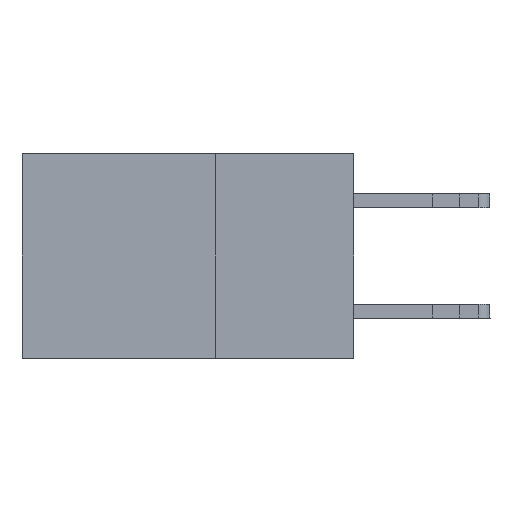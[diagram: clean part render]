
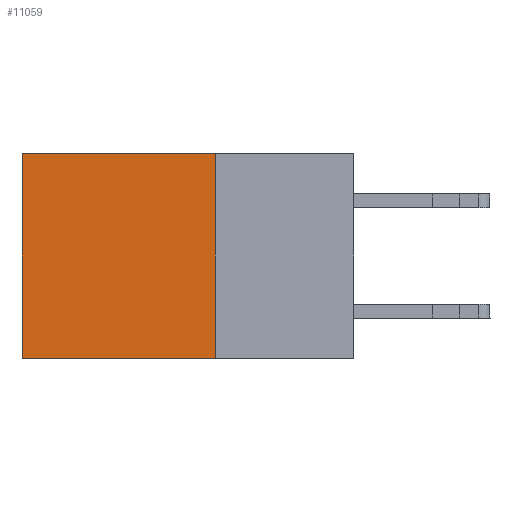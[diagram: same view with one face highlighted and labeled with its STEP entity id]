
A CAD part, left-side view. The second image highlights one B-rep face of the part: STEP entity #11059.
In plain terms, the highlighted planar face has unit normal (-1, 0, 0).
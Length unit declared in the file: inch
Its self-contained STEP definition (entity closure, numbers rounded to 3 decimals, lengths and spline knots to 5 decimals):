
#43 = VECTOR ( 'NONE', #1767, 39.37008 ) ;
#143 = DIRECTION ( 'NONE',  ( 1., 0., 0. ) ) ;
#1492 = ORIENTED_EDGE ( 'NONE', *, *, #7259, .F. ) ;
#1767 = DIRECTION ( 'NONE',  ( 0., 1., 0. ) ) ;
#3722 = VERTEX_POINT ( 'NONE', #11096 ) ;
#4773 = FACE_OUTER_BOUND ( 'NONE', #13613, .T. ) ;
#6992 = VECTOR ( 'NONE', #19568, 39.37008 ) ;
#7259 = EDGE_CURVE ( 'NONE', #3722, #21346, #7709, .T. ) ;
#7576 = LINE ( 'NONE', #17861, #6992 ) ;
#7709 = LINE ( 'NONE', #12274, #43 ) ;
#9146 = EDGE_CURVE ( 'NONE', #21500, #21346, #14125, .T. ) ;
#9545 = VECTOR ( 'NONE', #20658, 39.37008 ) ;
#9937 = EDGE_CURVE ( 'NONE', #12039, #3722, #7576, .T. ) ;
#10245 = CARTESIAN_POINT ( 'NONE',  ( 0.2875, 0.25, 0. ) ) ;
#10387 = CARTESIAN_POINT ( 'NONE',  ( 0.2875, 0.6, 0. ) ) ;
#10607 = CARTESIAN_POINT ( 'NONE',  ( 0.2875, 0.25, 0. ) ) ;
#11059 = ADVANCED_FACE ( 'NONE', ( #4773 ), #13997, .F. ) ;
#11096 = CARTESIAN_POINT ( 'NONE',  ( 0.2875, 0.25, -0.37 ) ) ;
#11718 = CARTESIAN_POINT ( 'NONE',  ( 0.2875, 0.6, 0. ) ) ;
#11856 = EDGE_CURVE ( 'NONE', #12039, #21500, #14516, .T. ) ;
#12039 = VERTEX_POINT ( 'NONE', #19279 ) ;
#12274 = CARTESIAN_POINT ( 'NONE',  ( 0.2875, 0.25, -0.37 ) ) ;
#12345 = DIRECTION ( 'NONE',  ( 0., 0., -1. ) ) ;
#13613 = EDGE_LOOP ( 'NONE', ( #16257, #1492, #14647, #16313 ) ) ;
#13997 = PLANE ( 'NONE',  #14130 ) ;
#14125 = LINE ( 'NONE', #10387, #9545 ) ;
#14130 = AXIS2_PLACEMENT_3D ( 'NONE', #10607, #143, #12345 ) ;
#14516 = LINE ( 'NONE', #10245, #15599 ) ;
#14647 = ORIENTED_EDGE ( 'NONE', *, *, #9937, .F. ) ;
#15599 = VECTOR ( 'NONE', #22201, 39.37008 ) ;
#16257 = ORIENTED_EDGE ( 'NONE', *, *, #9146, .T. ) ;
#16313 = ORIENTED_EDGE ( 'NONE', *, *, #11856, .T. ) ;
#17861 = CARTESIAN_POINT ( 'NONE',  ( 0.2875, 0.25, 0. ) ) ;
#18255 = CARTESIAN_POINT ( 'NONE',  ( 0.2875, 0.6, -0.37 ) ) ;
#19279 = CARTESIAN_POINT ( 'NONE',  ( 0.2875, 0.25, 0. ) ) ;
#19568 = DIRECTION ( 'NONE',  ( 0., 0., -1. ) ) ;
#20658 = DIRECTION ( 'NONE',  ( 0., 0., -1. ) ) ;
#21346 = VERTEX_POINT ( 'NONE', #18255 ) ;
#21500 = VERTEX_POINT ( 'NONE', #11718 ) ;
#22201 = DIRECTION ( 'NONE',  ( 0., 1., 0. ) ) ;
